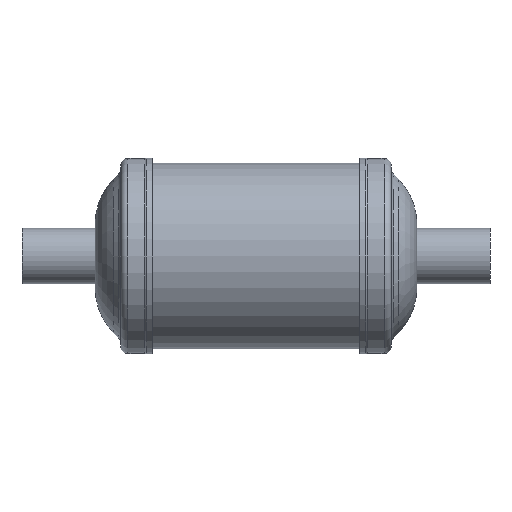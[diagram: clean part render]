
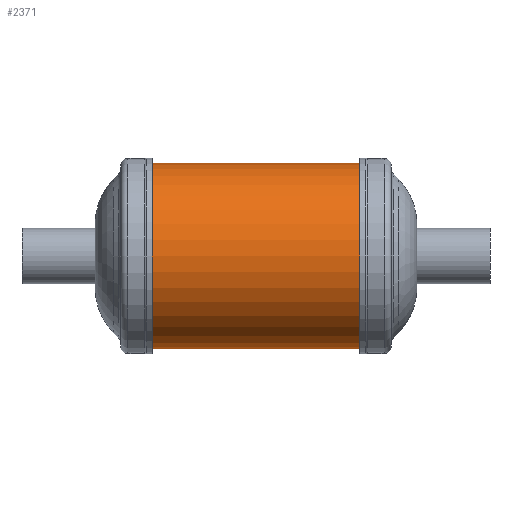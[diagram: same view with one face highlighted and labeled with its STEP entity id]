
A CAD part, left-side view. The second image highlights one B-rep face of the part: STEP entity #2371.
In plain terms, the highlighted cylindrical face has radius 31.75 mm (diameter 63.5 mm), a partial arc.
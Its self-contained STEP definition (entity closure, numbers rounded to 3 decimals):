
#68 = LINE ( 'NONE', #1730, #1533 ) ;
#152 = EDGE_CURVE ( 'NONE', #1783, #1161, #68, .T. ) ;
#213 = CARTESIAN_POINT ( 'NONE',  ( 0., 35.5, 0. ) ) ;
#265 = VERTEX_POINT ( 'NONE', #984 ) ;
#353 = DIRECTION ( 'NONE',  ( 0., 0., 1. ) ) ;
#514 = ORIENTED_EDGE ( 'NONE', *, *, #1934, .T. ) ;
#584 = EDGE_LOOP ( 'NONE', ( #829, #2296, #2257, #514 ) ) ;
#608 = DIRECTION ( 'NONE',  ( 0., -1., 0. ) ) ;
#829 = ORIENTED_EDGE ( 'NONE', *, *, #2024, .F. ) ;
#951 = DIRECTION ( 'NONE',  ( 0., -1., 0. ) ) ;
#984 = CARTESIAN_POINT ( 'NONE',  ( 0., 35.5, 31.75 ) ) ;
#988 = AXIS2_PLACEMENT_3D ( 'NONE', #1611, #2389, #1251 ) ;
#1085 = DIRECTION ( 'NONE',  ( 0., 1., 0. ) ) ;
#1158 = LINE ( 'NONE', #1699, #2275 ) ;
#1161 = VERTEX_POINT ( 'NONE', #1198 ) ;
#1198 = CARTESIAN_POINT ( 'NONE',  ( 0., -35.5, -31.75 ) ) ;
#1251 = DIRECTION ( 'NONE',  ( 0., 0., -1. ) ) ;
#1327 = DIRECTION ( 'NONE',  ( 0., 0., -1. ) ) ;
#1394 = CIRCLE ( 'NONE', #1661, 31.75 ) ;
#1420 = EDGE_CURVE ( 'NONE', #265, #1783, #1394, .T. ) ;
#1428 = CYLINDRICAL_SURFACE ( 'NONE', #988, 31.75 ) ;
#1496 = CIRCLE ( 'NONE', #2390, 31.75 ) ;
#1533 = VECTOR ( 'NONE', #1940, 1000. ) ;
#1551 = CARTESIAN_POINT ( 'NONE',  ( 0., -35.5, 31.75 ) ) ;
#1611 = CARTESIAN_POINT ( 'NONE',  ( 0., 44.25, 0. ) ) ;
#1641 = FACE_OUTER_BOUND ( 'NONE', #584, .T. ) ;
#1661 = AXIS2_PLACEMENT_3D ( 'NONE', #213, #951, #1327 ) ;
#1699 = CARTESIAN_POINT ( 'NONE',  ( 0., 44.25, 31.75 ) ) ;
#1730 = CARTESIAN_POINT ( 'NONE',  ( 0., 44.25, -31.75 ) ) ;
#1783 = VERTEX_POINT ( 'NONE', #1820 ) ;
#1792 = CARTESIAN_POINT ( 'NONE',  ( 0., -35.5, 0. ) ) ;
#1820 = CARTESIAN_POINT ( 'NONE',  ( 0., 35.5, -31.75 ) ) ;
#1934 = EDGE_CURVE ( 'NONE', #1161, #2175, #1496, .T. ) ;
#1940 = DIRECTION ( 'NONE',  ( 0., -1., 0. ) ) ;
#2024 = EDGE_CURVE ( 'NONE', #265, #2175, #1158, .T. ) ;
#2175 = VERTEX_POINT ( 'NONE', #1551 ) ;
#2257 = ORIENTED_EDGE ( 'NONE', *, *, #152, .T. ) ;
#2275 = VECTOR ( 'NONE', #608, 1000. ) ;
#2296 = ORIENTED_EDGE ( 'NONE', *, *, #1420, .T. ) ;
#2371 = ADVANCED_FACE ( 'NONE', ( #1641 ), #1428, .T. ) ;
#2389 = DIRECTION ( 'NONE',  ( 0., -1., 0. ) ) ;
#2390 = AXIS2_PLACEMENT_3D ( 'NONE', #1792, #1085, #353 ) ;
